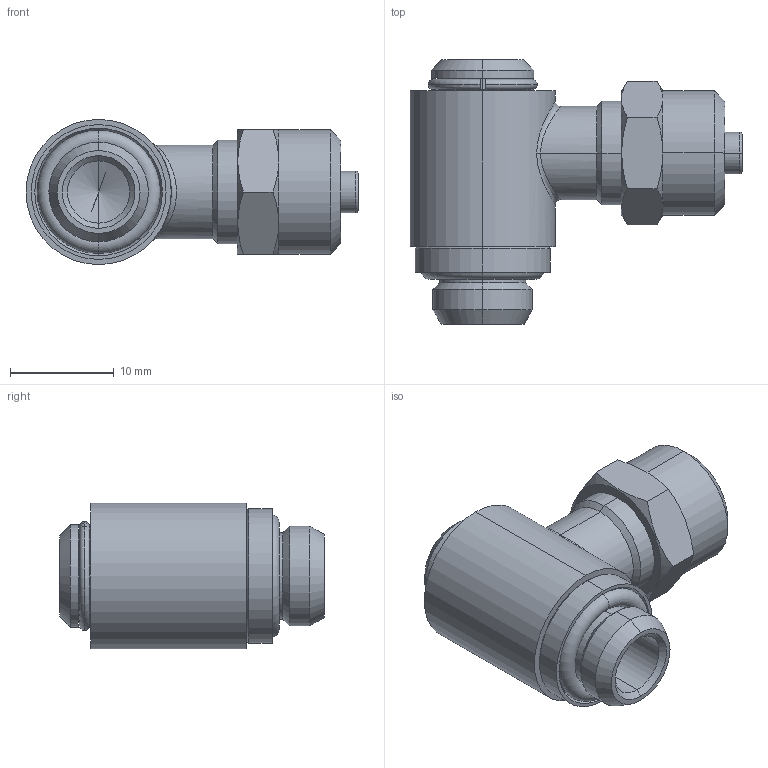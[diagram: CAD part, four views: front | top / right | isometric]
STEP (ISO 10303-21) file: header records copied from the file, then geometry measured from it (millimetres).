
FILE_DESCRIPTION (( 'STEP AP203' ), '1' );
FILE_NAME ('02200031.STEP', '2011-10-03T06:34:20', ( '' ), ( 'sopra-pneumatic' ), 'SwSTEP 2.0', 'SolidWorks 2011', '' );
FILE_SCHEMA (( 'CONFIG_CONTROL_DESIGN' ));
Length unit declared in the file: millimetre
Products named in the file (1): 02200031
Bounding box: 32 x 25.5 x 14 mm (x, y, z)
Volume: 4094.5 mm3; surface area: 2979.5 mm2
Topology: 3 solids, 3 shells, 111 faces, 236 edges, 138 vertices
Faces by surface type: cone 38, plane 32, cylinder 31, torus 8, bspline 2
Entity records: 3599 total; most frequent: CARTESIAN_POINT 1154, DIRECTION 522, ORIENTED_EDGE 464, EDGE_CURVE 232, AXIS2_PLACEMENT_3D 218, VERTEX_POINT 138, EDGE_LOOP 124, FACE_OUTER_BOUND 111
